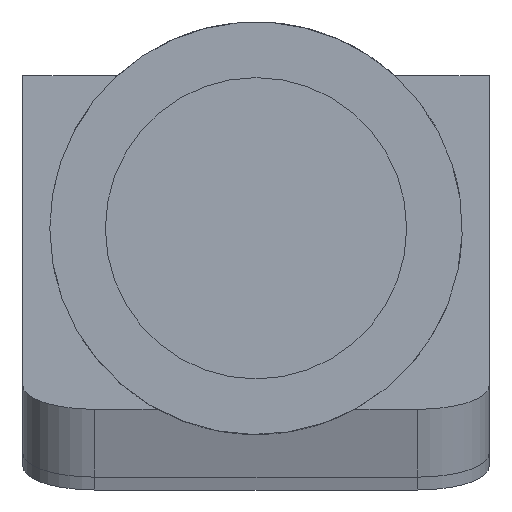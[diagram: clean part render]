
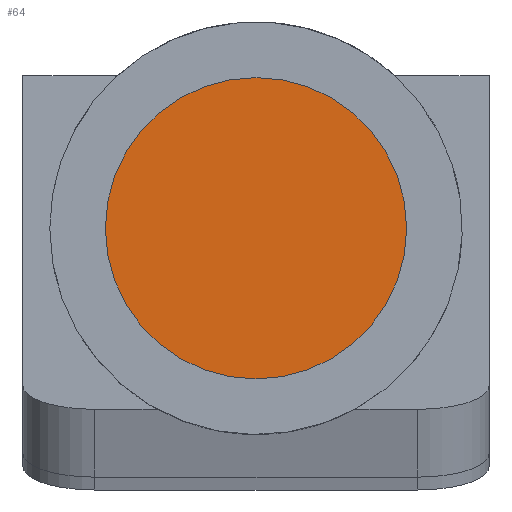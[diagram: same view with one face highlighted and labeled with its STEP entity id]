
A CAD part, left-side view. The second image highlights one B-rep face of the part: STEP entity #64.
In plain terms, the highlighted planar face has unit normal (-1, 0, 0).
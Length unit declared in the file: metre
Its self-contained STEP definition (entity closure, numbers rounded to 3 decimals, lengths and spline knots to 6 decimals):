
#64 = ADVANCED_FACE( '', ( #135 ), #136, .F. );
#135 = FACE_OUTER_BOUND( '', #211, .T. );
#136 = PLANE( '', #212 );
#211 = EDGE_LOOP( '', ( #341 ) );
#212 = AXIS2_PLACEMENT_3D( '', #342, #343, #344 );
#341 = ORIENTED_EDGE( '', *, *, #495, .F. );
#342 = CARTESIAN_POINT( '', ( 0., 0., 0. ) );
#343 = DIRECTION( '', ( 1., 0., 0. ) );
#344 = DIRECTION( '', ( 0., 1., 0. ) );
#495 = EDGE_CURVE( '', #602, #602, #603, .T. );
#602 = VERTEX_POINT( '', #744 );
#603 = CIRCLE( '', #745, 0.0042 );
#744 = CARTESIAN_POINT( '', ( 0., 0.0042, 0. ) );
#745 = AXIS2_PLACEMENT_3D( '', #828, #829, #830 );
#828 = CARTESIAN_POINT( '', ( 0., 0., 0. ) );
#829 = DIRECTION( '', ( 1., 0., 0. ) );
#830 = DIRECTION( '', ( 0., 1., 0. ) );
